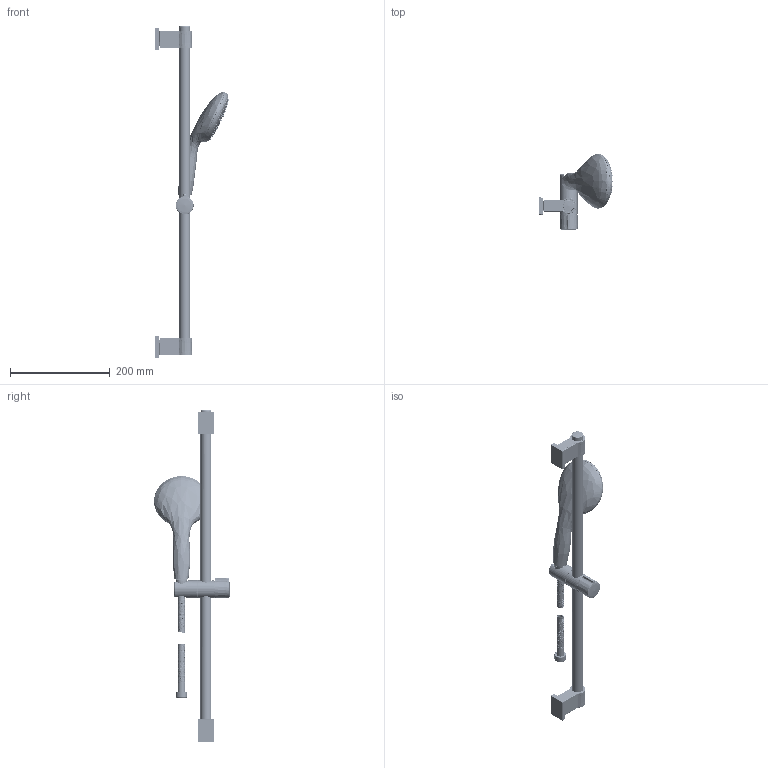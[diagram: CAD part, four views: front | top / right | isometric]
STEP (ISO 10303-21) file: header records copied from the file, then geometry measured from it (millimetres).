
FILE_DESCRIPTION(/* description */ ('Unknown'),/* implementation_level */ '2;1');
FILE_NAME(/* name */ '27942001',/* time_stamp */ '2023-01-06T09:41:04+01:00',/* author */ ('Unknown'),/* organization */ ('GROHE AG'),/* preprocessor_version */ 'ST-DEVELOPER v16.7',/* originating_system */ 'DEX',/* authorisation */ $);
FILE_SCHEMA (('AUTOMOTIVE_DESIGN {1 0 10303 214 3 1 1}'));
Products named in the file (1): 27942001
Bounding box: 148.56 x 152.22 x 666.12 mm (x, y, z)
Volume: 343611.5 mm3; surface area: 310660.2 mm2
Topology: 19 solids, 24 shells, 8979 faces, 22129 edges, 12798 vertices
Faces by surface type: bspline 4551, cylinder 1773, plane 1208, torus 745, sphere 372, cone 330
Full cylindrical faces by diameter (mm): 2.8 x158, 3.7 x79, 4.3 x1, 8.3 x2, 10.8 x2, 12 x2, 14 x1, 14.7 x2, 14.9 x1, 16 x2, 16.2 x3, 16.4 x1, 17.996 x4, 18.5 x1, 18.631 x2, 19.2 x1, 19.9 x1, 20.2 x1, 20.7 x1, 21 x2, 21.2 x4, 21.9 x1, 22 x1, 22.6 x1, 22.9 x2, 23 x1, 23.3 x1, 32 x1, 33.4 x2, 36 x2
Entity records: 339405 total; most frequent: CARTESIAN_POINT 166308, ORIENTED_EDGE 39522, DIRECTION 27415, EDGE_CURVE 19761, VERTEX_POINT 11963, AXIS2_PLACEMENT_3D 11929, EDGE_LOOP 10536, FACE_BOUND 10536
